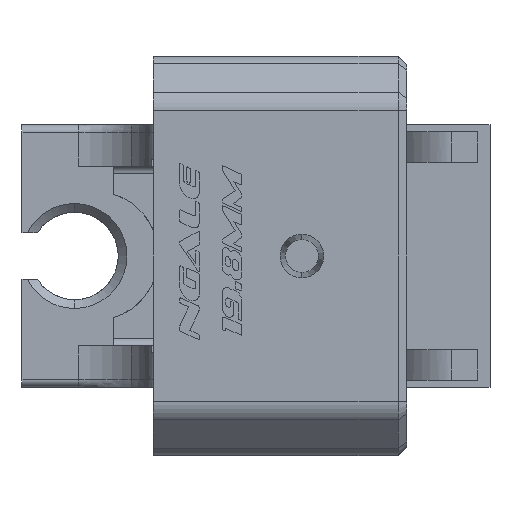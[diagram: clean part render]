
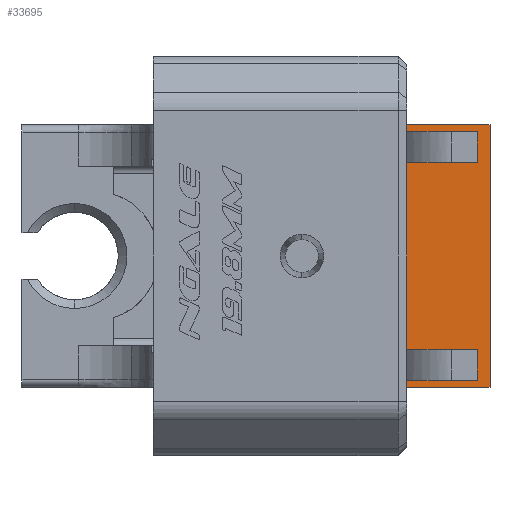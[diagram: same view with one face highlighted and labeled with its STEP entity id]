
A CAD part, left-side view. The second image highlights one B-rep face of the part: STEP entity #33695.
In plain terms, the highlighted planar face has unit normal (-1, 0, 0).
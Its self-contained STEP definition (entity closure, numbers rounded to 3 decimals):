
#246 = DIRECTION ( 'NONE',  ( 0., 0., 1. ) ) ;
#447 = FACE_OUTER_BOUND ( 'NONE', #37803, .T. ) ;
#1879 = EDGE_CURVE ( 'NONE', #3543, #14072, #5468, .T. ) ;
#2708 = EDGE_CURVE ( 'NONE', #28676, #9280, #14061, .T. ) ;
#3327 = DIRECTION ( 'NONE',  ( 0., 0., 1. ) ) ;
#3543 = VERTEX_POINT ( 'NONE', #30124 ) ;
#4166 = LINE ( 'NONE', #13929, #29175 ) ;
#4359 = LINE ( 'NONE', #7492, #17017 ) ;
#5262 = DIRECTION ( 'NONE',  ( 0., 0., 1. ) ) ;
#5468 = LINE ( 'NONE', #27308, #29084 ) ;
#5489 = VERTEX_POINT ( 'NONE', #26434 ) ;
#5680 = LINE ( 'NONE', #31263, #24324 ) ;
#5763 = CARTESIAN_POINT ( 'NONE',  ( 7.5, -41.626, -14.2 ) ) ;
#6043 = CARTESIAN_POINT ( 'NONE',  ( 7.5, -11.5, 0. ) ) ;
#6309 = DIRECTION ( 'NONE',  ( 0., -1., 0. ) ) ;
#6883 = VECTOR ( 'NONE', #6309, 1000. ) ;
#6979 = VERTEX_POINT ( 'NONE', #35451 ) ;
#7300 = ORIENTED_EDGE ( 'NONE', *, *, #16519, .F. ) ;
#7458 = ORIENTED_EDGE ( 'NONE', *, *, #14180, .F. ) ;
#7492 = CARTESIAN_POINT ( 'NONE',  ( 7.5, -10.043, 0. ) ) ;
#7736 = CARTESIAN_POINT ( 'NONE',  ( 7.5, -41.626, 14.2 ) ) ;
#9280 = VERTEX_POINT ( 'NONE', #11910 ) ;
#9615 = LINE ( 'NONE', #40991, #12820 ) ;
#9616 = CARTESIAN_POINT ( 'NONE',  ( 7.5, -41.626, 0. ) ) ;
#9918 = DIRECTION ( 'NONE',  ( 0., 0., 1. ) ) ;
#10016 = DIRECTION ( 'NONE',  ( -1., 0., 0. ) ) ;
#10123 = VERTEX_POINT ( 'NONE', #39595 ) ;
#10165 = EDGE_CURVE ( 'NONE', #27237, #36870, #35857, .T. ) ;
#10524 = VERTEX_POINT ( 'NONE', #23332 ) ;
#10711 = ORIENTED_EDGE ( 'NONE', *, *, #20890, .T. ) ;
#11076 = VECTOR ( 'NONE', #26753, 1000. ) ;
#11910 = CARTESIAN_POINT ( 'NONE',  ( 7.5, -2., 15. ) ) ;
#12517 = ORIENTED_EDGE ( 'NONE', *, *, #36580, .T. ) ;
#12820 = VECTOR ( 'NONE', #246, 1000. ) ;
#13297 = VERTEX_POINT ( 'NONE', #38330 ) ;
#13929 = CARTESIAN_POINT ( 'NONE',  ( 7.5, -41.626, -15. ) ) ;
#14061 = LINE ( 'NONE', #27515, #11076 ) ;
#14072 = VERTEX_POINT ( 'NONE', #26708 ) ;
#14180 = EDGE_CURVE ( 'NONE', #10123, #6979, #37924, .T. ) ;
#14847 = CARTESIAN_POINT ( 'NONE',  ( 7.5, -11.5, 15. ) ) ;
#15625 = EDGE_CURVE ( 'NONE', #36870, #13297, #28026, .T. ) ;
#15996 = VERTEX_POINT ( 'NONE', #14847 ) ;
#16120 = CARTESIAN_POINT ( 'NONE',  ( 7.5, -2., 0. ) ) ;
#16519 = EDGE_CURVE ( 'NONE', #14072, #10123, #9615, .T. ) ;
#16574 = CARTESIAN_POINT ( 'NONE',  ( 7.5, -2., -14.2 ) ) ;
#16802 = CARTESIAN_POINT ( 'NONE',  ( 7.5, -10.043, 14.2 ) ) ;
#16807 = ORIENTED_EDGE ( 'NONE', *, *, #10165, .F. ) ;
#17017 = VECTOR ( 'NONE', #33068, 1000. ) ;
#17537 = DIRECTION ( 'NONE',  ( 0., 0., 1. ) ) ;
#18856 = VERTEX_POINT ( 'NONE', #39740 ) ;
#18908 = VECTOR ( 'NONE', #32689, 1000. ) ;
#18944 = DIRECTION ( 'NONE',  ( 0., 0., 1. ) ) ;
#19031 = ORIENTED_EDGE ( 'NONE', *, *, #22190, .T. ) ;
#19040 = LINE ( 'NONE', #16120, #29008 ) ;
#19452 = LINE ( 'NONE', #34664, #35867 ) ;
#19807 = LINE ( 'NONE', #20019, #39208 ) ;
#20019 = CARTESIAN_POINT ( 'NONE',  ( 7.5, -41.626, 15. ) ) ;
#20890 = EDGE_CURVE ( 'NONE', #15996, #9280, #19807, .T. ) ;
#21196 = ORIENTED_EDGE ( 'NONE', *, *, #1879, .F. ) ;
#21503 = ORIENTED_EDGE ( 'NONE', *, *, #28000, .F. ) ;
#22190 = EDGE_CURVE ( 'NONE', #18856, #15996, #24971, .T. ) ;
#22911 = CARTESIAN_POINT ( 'NONE',  ( 7.5, 0., 10.7 ) ) ;
#23309 = EDGE_CURVE ( 'NONE', #28985, #28676, #29371, .T. ) ;
#23332 = CARTESIAN_POINT ( 'NONE',  ( 7.5, -2., -10.7 ) ) ;
#23417 = VECTOR ( 'NONE', #34038, 1000. ) ;
#23643 = ORIENTED_EDGE ( 'NONE', *, *, #23309, .F. ) ;
#24324 = VECTOR ( 'NONE', #25024, 1000. ) ;
#24971 = LINE ( 'NONE', #6043, #37838 ) ;
#25024 = DIRECTION ( 'NONE',  ( 0., -1., 0. ) ) ;
#25869 = AXIS2_PLACEMENT_3D ( 'NONE', #9616, #10016, #18944 ) ;
#26249 = DIRECTION ( 'NONE',  ( 0., 1., 0. ) ) ;
#26434 = CARTESIAN_POINT ( 'NONE',  ( 7.5, -10.043, -10.7 ) ) ;
#26708 = CARTESIAN_POINT ( 'NONE',  ( 7.5, -2., 9.9 ) ) ;
#26753 = DIRECTION ( 'NONE',  ( 0., 0., 1. ) ) ;
#27019 = EDGE_CURVE ( 'NONE', #10524, #3543, #19040, .T. ) ;
#27237 = VERTEX_POINT ( 'NONE', #34179 ) ;
#27308 = CARTESIAN_POINT ( 'NONE',  ( 7.5, -2., 0. ) ) ;
#27515 = CARTESIAN_POINT ( 'NONE',  ( 7.5, -2., 0. ) ) ;
#27726 = ORIENTED_EDGE ( 'NONE', *, *, #39103, .T. ) ;
#28000 = EDGE_CURVE ( 'NONE', #13297, #5489, #19452, .T. ) ;
#28026 = LINE ( 'NONE', #5763, #23417 ) ;
#28676 = VERTEX_POINT ( 'NONE', #37224 ) ;
#28985 = VERTEX_POINT ( 'NONE', #16802 ) ;
#29008 = VECTOR ( 'NONE', #35256, 1000. ) ;
#29084 = VECTOR ( 'NONE', #5262, 1000. ) ;
#29175 = VECTOR ( 'NONE', #32870, 1000. ) ;
#29371 = LINE ( 'NONE', #7736, #18908 ) ;
#29717 = ORIENTED_EDGE ( 'NONE', *, *, #27019, .F. ) ;
#30005 = VECTOR ( 'NONE', #17537, 1000. ) ;
#30124 = CARTESIAN_POINT ( 'NONE',  ( 7.5, -2., -9.9 ) ) ;
#31263 = CARTESIAN_POINT ( 'NONE',  ( 7.5, 0., -10.7 ) ) ;
#32689 = DIRECTION ( 'NONE',  ( 0., 1., 0. ) ) ;
#32779 = EDGE_CURVE ( 'NONE', #18856, #27237, #4166, .T. ) ;
#32870 = DIRECTION ( 'NONE',  ( 0., 1., 0. ) ) ;
#33068 = DIRECTION ( 'NONE',  ( 0., 0., -1. ) ) ;
#33695 = ADVANCED_FACE ( 'NONE', ( #447 ), #38097, .T. ) ;
#34038 = DIRECTION ( 'NONE',  ( 0., -1., 0. ) ) ;
#34179 = CARTESIAN_POINT ( 'NONE',  ( 7.5, -2., -15. ) ) ;
#34664 = CARTESIAN_POINT ( 'NONE',  ( 7.5, -10.043, 0. ) ) ;
#35256 = DIRECTION ( 'NONE',  ( 0., 0., 1. ) ) ;
#35451 = CARTESIAN_POINT ( 'NONE',  ( 7.5, -10.043, 10.7 ) ) ;
#35857 = LINE ( 'NONE', #36478, #30005 ) ;
#35867 = VECTOR ( 'NONE', #9918, 1000. ) ;
#36352 = ORIENTED_EDGE ( 'NONE', *, *, #15625, .F. ) ;
#36478 = CARTESIAN_POINT ( 'NONE',  ( 7.5, -2., 0. ) ) ;
#36580 = EDGE_CURVE ( 'NONE', #28985, #6979, #4359, .T. ) ;
#36870 = VERTEX_POINT ( 'NONE', #16574 ) ;
#37224 = CARTESIAN_POINT ( 'NONE',  ( 7.5, -2., 14.2 ) ) ;
#37803 = EDGE_LOOP ( 'NONE', ( #27726, #21503, #36352, #16807, #38234, #19031, #10711, #39049, #23643, #12517, #7458, #7300, #21196, #29717 ) ) ;
#37838 = VECTOR ( 'NONE', #3327, 1000. ) ;
#37924 = LINE ( 'NONE', #22911, #6883 ) ;
#38097 = PLANE ( 'NONE',  #25869 ) ;
#38234 = ORIENTED_EDGE ( 'NONE', *, *, #32779, .F. ) ;
#38330 = CARTESIAN_POINT ( 'NONE',  ( 7.5, -10.043, -14.2 ) ) ;
#39049 = ORIENTED_EDGE ( 'NONE', *, *, #2708, .F. ) ;
#39103 = EDGE_CURVE ( 'NONE', #10524, #5489, #5680, .T. ) ;
#39208 = VECTOR ( 'NONE', #26249, 1000. ) ;
#39595 = CARTESIAN_POINT ( 'NONE',  ( 7.5, -2., 10.7 ) ) ;
#39740 = CARTESIAN_POINT ( 'NONE',  ( 7.5, -11.5, -15. ) ) ;
#40991 = CARTESIAN_POINT ( 'NONE',  ( 7.5, -2., 0. ) ) ;
